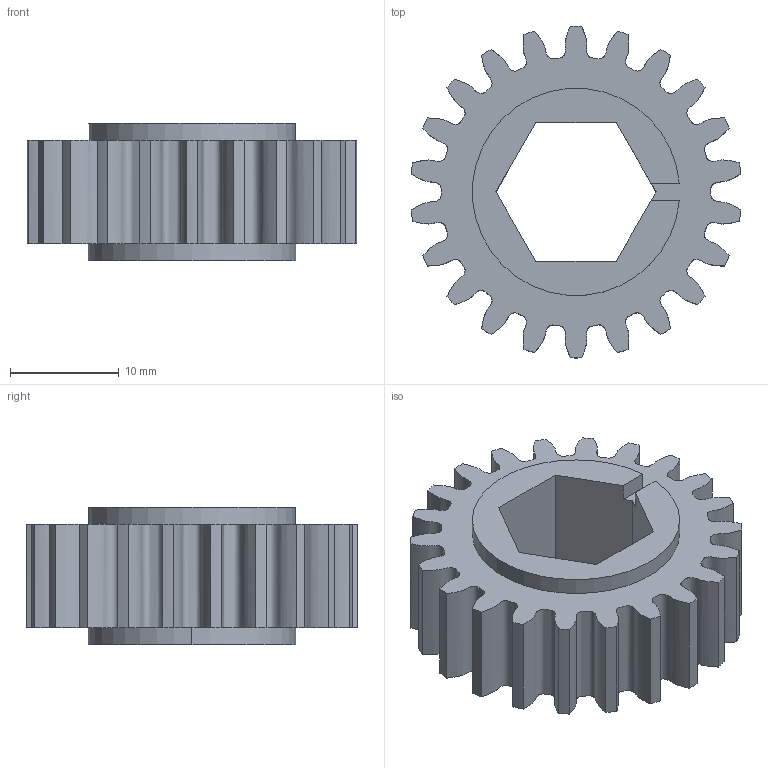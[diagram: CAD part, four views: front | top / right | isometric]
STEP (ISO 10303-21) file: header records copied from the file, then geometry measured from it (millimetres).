
FILE_DESCRIPTION (( 'STEP AP214' ), '1' );
FILE_NAME ('WCP-0735 Rev1.step', '2022-11-27T22:36:51', ( '' ), ( '' ), 'SwSTEP 2.0', 'SolidWorks 2020', '' );
FILE_SCHEMA (( 'AUTOMOTIVE_DESIGN' ));
Length unit declared in the file: inch
Products named in the file (1): WCP-0735 Rev1
Bounding box: 30.3 x 30.48 x 12.65 mm (x, y, z)
Volume: 4944.3 mm3; surface area: 3359.5 mm2
Topology: 1 solids, 1 shells, 59 faces, 168 edges, 112 vertices
Faces by surface type: cylinder 25, bspline 22, plane 12
Entity records: 9764 total; most frequent: CARTESIAN_POINT 8282, ORIENTED_EDGE 336, DIRECTION 250, EDGE_CURVE 168, VERTEX_POINT 112, AXIS2_PLACEMENT_3D 88, VECTOR 74, LINE 74
